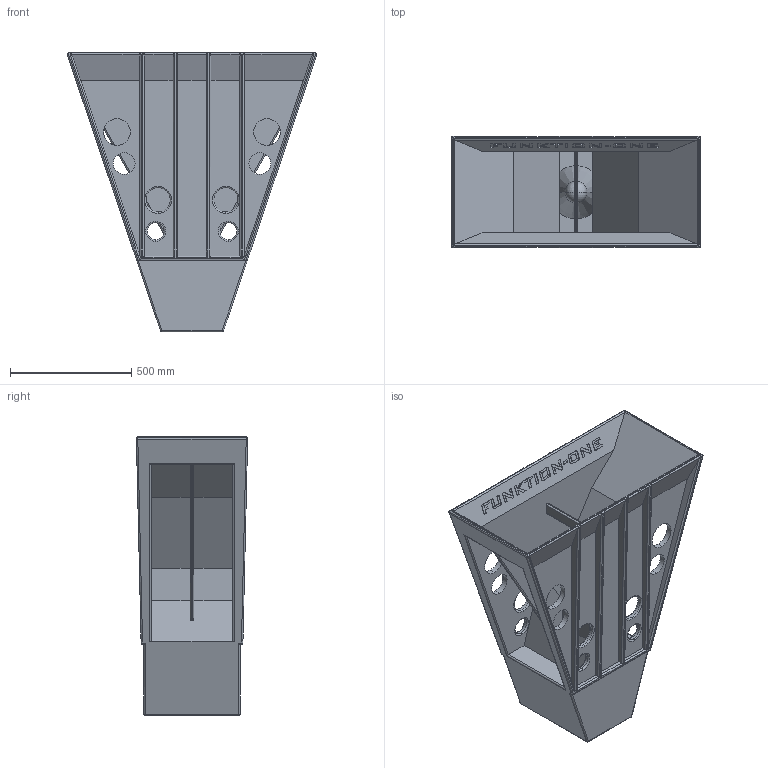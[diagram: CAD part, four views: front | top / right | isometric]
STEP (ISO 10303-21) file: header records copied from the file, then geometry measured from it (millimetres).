
FILE_DESCRIPTION (( 'STEP AP203' ), '1' );
FILE_NAME ('DS15-A-Dummy.STEP', '2022-01-31T11:37:47', ( '' ), ( '' ), 'SwSTEP 2.0', 'SolidWorks 2019', '' );
FILE_SCHEMA (( 'CONFIG_CONTROL_DESIGN' ));
Length unit declared in the file: millimetre
Products named in the file (1): DS15-A-Dummy
Bounding box: 1029.6 x 459.7 x 1153.95 mm (x, y, z)
Volume: 97468641.8 mm3; surface area: 5593682.6 mm2
Topology: 1 solids, 1 shells, 465 faces, 1263 edges, 803 vertices
Faces by surface type: plane 239, cylinder 152, torus 36, bspline 26, sphere 10, cone 2
Entity records: 15962 total; most frequent: CARTESIAN_POINT 4800, ORIENTED_EDGE 2502, DIRECTION 2063, EDGE_CURVE 1251, LINE 807, VECTOR 807, VERTEX_POINT 801, AXIS2_PLACEMENT_3D 628
